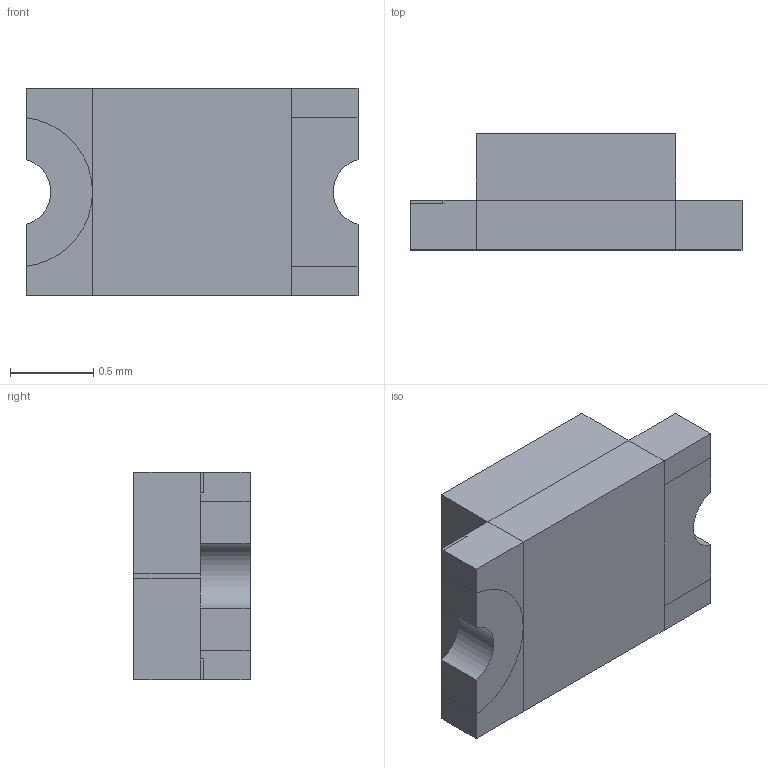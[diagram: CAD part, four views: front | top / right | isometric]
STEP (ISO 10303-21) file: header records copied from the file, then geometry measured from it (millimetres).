
FILE_DESCRIPTION(/* description */ (''),/* implementation_level */ '2;1');
FILE_NAME(/* name */ 'LED_0805_ORANGE.step',/* time_stamp */ '2021-03-24T11:08:48-06:00',/* author */ (''),/* organization */ (''),/* preprocessor_version */ 'ST-DEVELOPER v18.1',/* originating_system */ 'Autodesk Translation Framework v9.10.0.1330',/* authorisation */ '');
FILE_SCHEMA (('AUTOMOTIVE_DESIGN { 1 0 10303 214 3 1 1 }'));
Length unit declared in the file: millimetre
Products named in the file (1): LED_0805_BLUE
Bounding box: 2 x 0.7 x 1.25 mm (x, y, z)
Volume: 1.3 mm3; surface area: 14.8 mm2
Topology: 10 solids, 10 shells, 76 faces, 164 edges, 108 vertices
Faces by surface type: plane 64, cylinder 12
Entity records: 2099 total; most frequent: CARTESIAN_POINT 351, DIRECTION 344, ORIENTED_EDGE 332, EDGE_CURVE 166, LINE 142, VECTOR 142, VERTEX_POINT 108, AXIS2_PLACEMENT_3D 101
